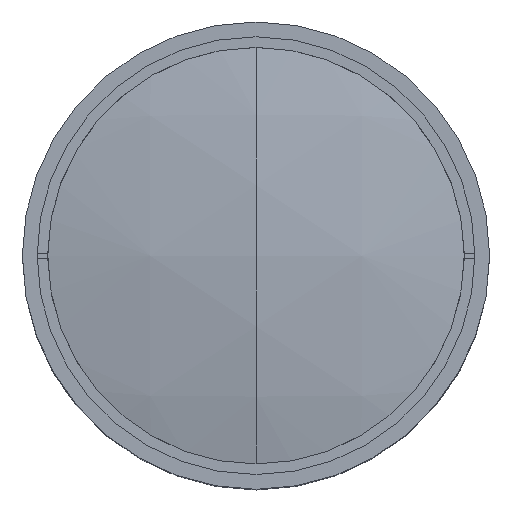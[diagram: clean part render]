
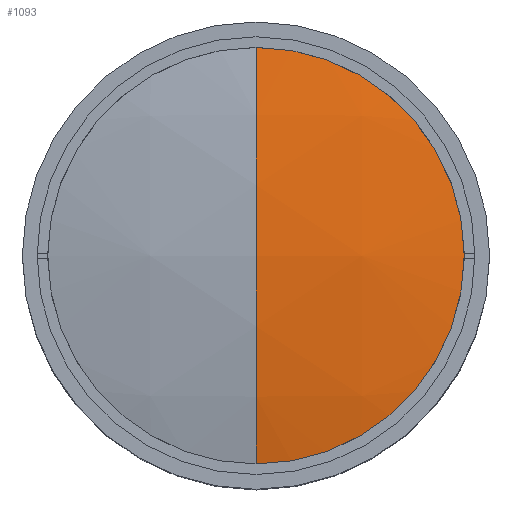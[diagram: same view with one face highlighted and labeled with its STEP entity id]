
A CAD part, top view. The second image highlights one B-rep face of the part: STEP entity #1093.
In plain terms, the highlighted spherical face has radius 299.703 mm.
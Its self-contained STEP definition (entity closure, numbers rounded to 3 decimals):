
#87 = DIRECTION ( 'NONE',  ( -1., 0., 0. ) ) ;
#582 = DIRECTION ( 'NONE',  ( 0., 0., -1. ) ) ;
#1093 = ADVANCED_FACE ( 'NONE', ( #1839 ), #10939, .T. ) ;
#1839 = FACE_OUTER_BOUND ( 'NONE', #2147, .T. ) ;
#2147 = EDGE_LOOP ( 'NONE', ( #8357, #17990, #15750, #3365 ) ) ;
#2512 = EDGE_CURVE ( 'NONE', #21444, #11359, #4097, .T. ) ;
#3210 = CIRCLE ( 'NONE', #22259, 299.703 ) ;
#3365 = ORIENTED_EDGE ( 'NONE', *, *, #2512, .F. ) ;
#3541 = CARTESIAN_POINT ( 'NONE',  ( 0., -62.146, -6.514 ) ) ;
#3668 = EDGE_CURVE ( 'NONE', #11359, #10346, #17471, .T. ) ;
#3898 = EDGE_CURVE ( 'NONE', #15798, #10346, #5263, .T. ) ;
#3984 = DIRECTION ( 'NONE',  ( 0., 1., 0. ) ) ;
#4097 = CIRCLE ( 'NONE', #18104, 62.146 ) ;
#5263 = CIRCLE ( 'NONE', #8862, 299.703 ) ;
#5783 = CARTESIAN_POINT ( 'NONE',  ( 0., 0., -299.703 ) ) ;
#6752 = DIRECTION ( 'NONE',  ( 0., 0., -1. ) ) ;
#6756 = CARTESIAN_POINT ( 'NONE',  ( 0., 0., 0. ) ) ;
#7047 = DIRECTION ( 'NONE',  ( 0., 0., 1. ) ) ;
#7362 = AXIS2_PLACEMENT_3D ( 'NONE', #5783, #19397, #3984 ) ;
#7380 = DIRECTION ( 'NONE',  ( -1., 0., 0. ) ) ;
#7796 = AXIS2_PLACEMENT_3D ( 'NONE', #21506, #582, #7380 ) ;
#8208 = CARTESIAN_POINT ( 'NONE',  ( 0., 0., -6.514 ) ) ;
#8357 = ORIENTED_EDGE ( 'NONE', *, *, #10355, .F. ) ;
#8374 = DIRECTION ( 'NONE',  ( 0., 1., 0. ) ) ;
#8862 = AXIS2_PLACEMENT_3D ( 'NONE', #10026, #21622, #8374 ) ;
#9498 = CARTESIAN_POINT ( 'NONE',  ( 62.146, 0., -6.514 ) ) ;
#10026 = CARTESIAN_POINT ( 'NONE',  ( 0., 0., -299.703 ) ) ;
#10346 = VERTEX_POINT ( 'NONE', #3541 ) ;
#10355 = EDGE_CURVE ( 'NONE', #15798, #21444, #3210, .T. ) ;
#10939 = SPHERICAL_SURFACE ( 'NONE', #7362, 299.703 ) ;
#11359 = VERTEX_POINT ( 'NONE', #9498 ) ;
#13943 = CARTESIAN_POINT ( 'NONE',  ( 0., 62.146, -6.514 ) ) ;
#15583 = DIRECTION ( 'NONE',  ( -1., 0., 0. ) ) ;
#15750 = ORIENTED_EDGE ( 'NONE', *, *, #3668, .F. ) ;
#15798 = VERTEX_POINT ( 'NONE', #6756 ) ;
#17266 = CARTESIAN_POINT ( 'NONE',  ( 0., 0., -299.703 ) ) ;
#17471 = CIRCLE ( 'NONE', #7796, 62.146 ) ;
#17990 = ORIENTED_EDGE ( 'NONE', *, *, #3898, .T. ) ;
#18104 = AXIS2_PLACEMENT_3D ( 'NONE', #8208, #6752, #87 ) ;
#19397 = DIRECTION ( 'NONE',  ( 1., 0., 0. ) ) ;
#21444 = VERTEX_POINT ( 'NONE', #13943 ) ;
#21506 = CARTESIAN_POINT ( 'NONE',  ( 0., 0., -6.514 ) ) ;
#21622 = DIRECTION ( 'NONE',  ( 1., 0., 0. ) ) ;
#22259 = AXIS2_PLACEMENT_3D ( 'NONE', #17266, #15583, #7047 ) ;
